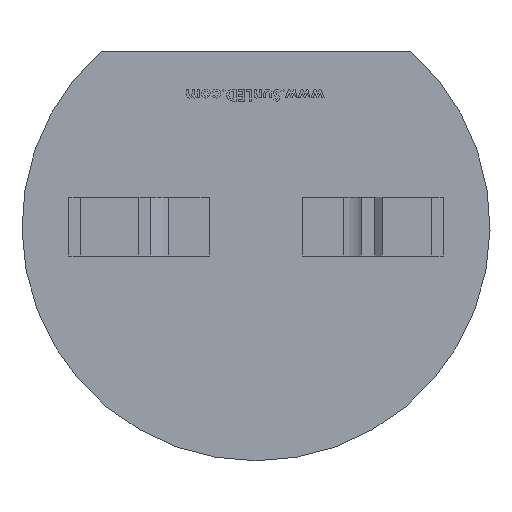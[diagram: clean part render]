
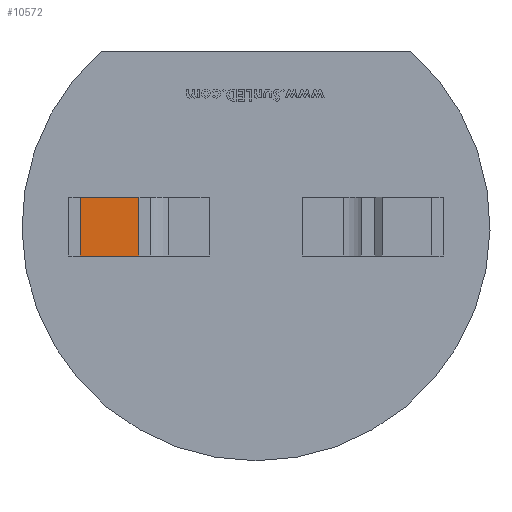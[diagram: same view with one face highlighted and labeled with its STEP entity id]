
A CAD part, front view. The second image highlights one B-rep face of the part: STEP entity #10572.
In plain terms, the highlighted planar face has unit normal (0, -1, 0).
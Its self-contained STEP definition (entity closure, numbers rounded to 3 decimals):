
#1600 = VECTOR ( 'NONE', #3987, 1000. ) ;
#1689 = VECTOR ( 'NONE', #4399, 1000. ) ;
#1690 = VECTOR ( 'NONE', #4402, 1000. ) ;
#1777 = VECTOR ( 'NONE', #11417, 1000. ) ;
#2086 = CARTESIAN_POINT ( 'NONE',  ( -1., -28., 0.25 ) ) ;
#2088 = CARTESIAN_POINT ( 'NONE',  ( -1.5, -28., 0.25 ) ) ;
#3985 = LINE ( 'NONE', #3986, #1600 ) ;
#3986 = CARTESIAN_POINT ( 'NONE',  ( 0., -28., -0.25 ) ) ;
#3987 = DIRECTION ( 'NONE',  ( 1., 0., 0. ) ) ;
#4397 = LINE ( 'NONE', #4398, #1689 ) ;
#4398 = CARTESIAN_POINT ( 'NONE',  ( 0., -28., 0.25 ) ) ;
#4399 = DIRECTION ( 'NONE',  ( 1., 0., 0. ) ) ;
#4400 = LINE ( 'NONE', #4401, #1690 ) ;
#4401 = CARTESIAN_POINT ( 'NONE',  ( -1.5, -28., 0.25 ) ) ;
#4402 = DIRECTION ( 'NONE',  ( 0., 0., -1. ) ) ;
#4881 = VERTEX_POINT ( 'NONE', #5790 ) ;
#4882 = VERTEX_POINT ( 'NONE', #5791 ) ;
#4941 = EDGE_LOOP ( 'NONE', ( #5422, #5295, #8921, #9277 ) ) ;
#5295 = ORIENTED_EDGE ( 'NONE', *, *, #6309, .F. ) ;
#5422 = ORIENTED_EDGE ( 'NONE', *, *, #6546, .T. ) ;
#5790 = CARTESIAN_POINT ( 'NONE',  ( -1., -28., -0.25 ) ) ;
#5791 = CARTESIAN_POINT ( 'NONE',  ( -1.5, -28., -0.25 ) ) ;
#6309 = EDGE_CURVE ( 'NONE', #9148, #4881, #11415, .T. ) ;
#6546 = EDGE_CURVE ( 'NONE', #4882, #4881, #3985, .T. ) ;
#6646 = EDGE_CURVE ( 'NONE', #9149, #9148, #4397, .T. ) ;
#6647 = EDGE_CURVE ( 'NONE', #9149, #4882, #4400, .T. ) ;
#8921 = ORIENTED_EDGE ( 'NONE', *, *, #6646, .F. ) ;
#9148 = VERTEX_POINT ( 'NONE', #2086 ) ;
#9149 = VERTEX_POINT ( 'NONE', #2088 ) ;
#9277 = ORIENTED_EDGE ( 'NONE', *, *, #6647, .T. ) ;
#9738 = PLANE ( 'NONE',  #11702 ) ;
#9748 = CARTESIAN_POINT ( 'NONE',  ( 0., -28., 0.25 ) ) ;
#9749 = DIRECTION ( 'NONE',  ( 0., 1., 0. ) ) ;
#9750 = DIRECTION ( 'NONE',  ( 0., 0., 1. ) ) ;
#10572 = ADVANCED_FACE ( 'NONE', ( #11700 ), #9738, .F. ) ;
#11415 = LINE ( 'NONE', #11416, #1777 ) ;
#11416 = CARTESIAN_POINT ( 'NONE',  ( -1., -28., 0.25 ) ) ;
#11417 = DIRECTION ( 'NONE',  ( 0., 0., -1. ) ) ;
#11700 = FACE_OUTER_BOUND ( 'NONE', #4941, .T. ) ;
#11702 = AXIS2_PLACEMENT_3D ( 'NONE', #9748, #9749, #9750 ) ;
